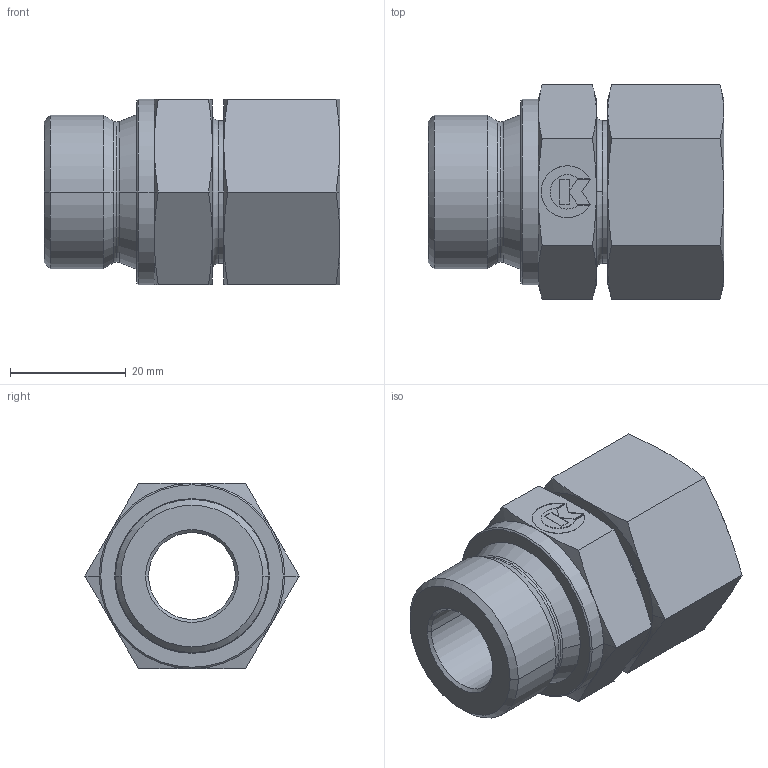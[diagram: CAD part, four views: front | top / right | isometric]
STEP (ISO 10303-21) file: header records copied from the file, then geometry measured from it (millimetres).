
FILE_DESCRIPTION( ( '' ), '1' );
FILE_NAME( '041186827.stp', '2012-08-01T09:07:33', ( '' ), ( '' ), ' ', ' ', ' ' );
FILE_SCHEMA( ( 'CONFIG_CONTROL_DESIGN' ) );
Length unit declared in the file: millimetre
Products named in the file (3): 1; 2; 3
Bounding box: 51 x 36.95 x 32 mm (x, y, z)
Volume: 27889.5 mm3; surface area: 13476.6 mm2
Topology: 3 solids, 3 shells, 143 faces, 328 edges, 198 vertices
Faces by surface type: cone 58, plane 51, cylinder 28, torus 6
Entity records: 4090 total; most frequent: CARTESIAN_POINT 768, DIRECTION 700, ORIENTED_EDGE 656, EDGE_CURVE 328, AXIS2_PLACEMENT_3D 274, VERTEX_POINT 198, EDGE_LOOP 156, LINE 152
